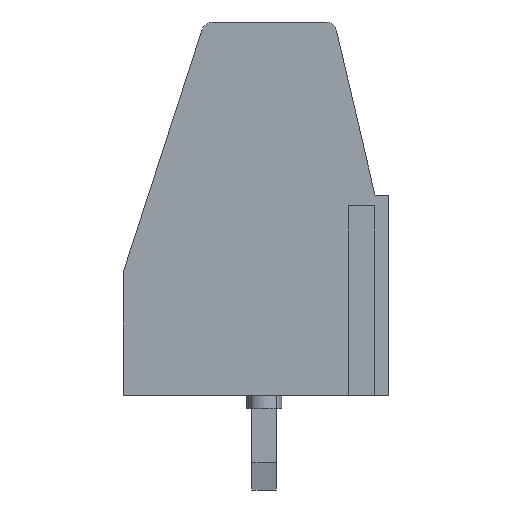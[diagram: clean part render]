
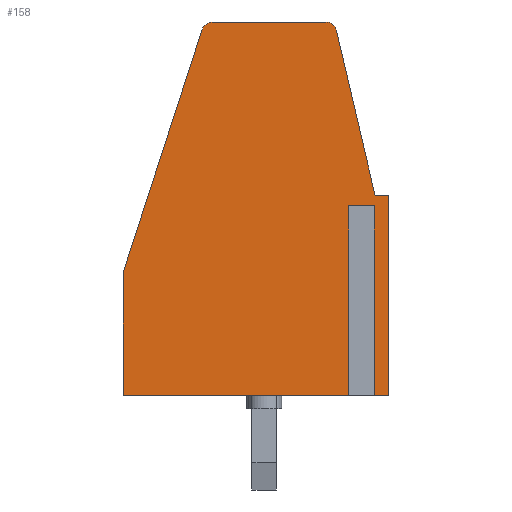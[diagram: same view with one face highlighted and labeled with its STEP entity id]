
A CAD part, left-side view. The second image highlights one B-rep face of the part: STEP entity #158.
In plain terms, the highlighted planar face has unit normal (-1, 0, 0).
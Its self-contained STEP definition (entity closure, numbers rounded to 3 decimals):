
#158=ADVANCED_FACE('',(#359),#360,.F.);
#359=FACE_OUTER_BOUND('',#664,.T.);
#360=PLANE('',#665);
#664=EDGE_LOOP('',(#1268,#1269,#1270,#1271,#1272,#1273,#1274,#1275,#1276,#1277,#1278,#1279,#1280));
#665=AXIS2_PLACEMENT_3D('',#1281,#1282,#1283);
#1268=ORIENTED_EDGE('',*,*,#2186,.T.);
#1269=ORIENTED_EDGE('',*,*,#2187,.T.);
#1270=ORIENTED_EDGE('',*,*,#2177,.T.);
#1271=ORIENTED_EDGE('',*,*,#2188,.T.);
#1272=ORIENTED_EDGE('',*,*,#2189,.F.);
#1273=ORIENTED_EDGE('',*,*,#2190,.T.);
#1274=ORIENTED_EDGE('',*,*,#2191,.F.);
#1275=ORIENTED_EDGE('',*,*,#2192,.T.);
#1276=ORIENTED_EDGE('',*,*,#2140,.T.);
#1277=ORIENTED_EDGE('',*,*,#2193,.T.);
#1278=ORIENTED_EDGE('',*,*,#2194,.T.);
#1279=ORIENTED_EDGE('',*,*,#2195,.T.);
#1280=ORIENTED_EDGE('',*,*,#2196,.T.);
#1281=CARTESIAN_POINT('',(0.74,63.53,-39.429));
#1282=DIRECTION('',(1.0,0.,0.));
#1283=DIRECTION('',(0.,1.0,0.));
#2140=EDGE_CURVE('',#2618,#2616,#2619,.T.);
#2177=EDGE_CURVE('',#2685,#2683,#2686,.T.);
#2186=EDGE_CURVE('',#2698,#2699,#2700,.T.);
#2187=EDGE_CURVE('',#2699,#2685,#2701,.T.);
#2188=EDGE_CURVE('',#2683,#2702,#2703,.T.);
#2189=EDGE_CURVE('',#2704,#2702,#2705,.T.);
#2190=EDGE_CURVE('',#2704,#2706,#2707,.T.);
#2191=EDGE_CURVE('',#2708,#2706,#2709,.T.);
#2192=EDGE_CURVE('',#2708,#2618,#2710,.T.);
#2193=EDGE_CURVE('',#2616,#2711,#2712,.T.);
#2194=EDGE_CURVE('',#2711,#2713,#2714,.T.);
#2195=EDGE_CURVE('',#2713,#2715,#2716,.T.);
#2196=EDGE_CURVE('',#2715,#2698,#2717,.T.);
#2616=VERTEX_POINT('',#3294);
#2618=VERTEX_POINT('',#3297);
#2619=LINE('',#3298,#3299);
#2683=VERTEX_POINT('',#3398);
#2685=VERTEX_POINT('',#3401);
#2686=LINE('',#3402,#3403);
#2698=VERTEX_POINT('',#3423);
#2699=VERTEX_POINT('',#3424);
#2700=CIRCLE('',#3425,0.4);
#2701=LINE('',#3426,#3427);
#2702=VERTEX_POINT('',#3428);
#2703=LINE('',#3429,#3430);
#2704=VERTEX_POINT('',#3431);
#2705=LINE('',#3432,#3433);
#2706=VERTEX_POINT('',#3434);
#2707=LINE('',#3435,#3436);
#2708=VERTEX_POINT('',#3437);
#2709=LINE('',#3438,#3439);
#2710=LINE('',#3440,#3441);
#2711=VERTEX_POINT('',#3442);
#2712=LINE('',#3443,#3444);
#2713=VERTEX_POINT('',#3445);
#2714=LINE('',#3446,#3447);
#2715=VERTEX_POINT('',#3448);
#2716=CIRCLE('',#3449,0.4);
#2717=LINE('',#3450,#3451);
#3294=CARTESIAN_POINT('',(0.74,0.,7.4));
#3297=CARTESIAN_POINT('',(0.74,0.,0.));
#3298=CARTESIAN_POINT('',(0.74,0.,0.));
#3299=VECTOR('',#4036,1.0);
#3398=CARTESIAN_POINT('',(0.74,9.8,0.));
#3401=CARTESIAN_POINT('',(0.74,9.8,4.567));
#3402=CARTESIAN_POINT('',(0.74,9.8,4.567));
#3403=VECTOR('',#4073,1.0);
#3423=CARTESIAN_POINT('',(0.74,6.509,13.8));
#3424=CARTESIAN_POINT('',(0.74,6.89,13.524));
#3425=AXIS2_PLACEMENT_3D('',#4082,#4083,#4084);
#3426=CARTESIAN_POINT('',(0.74,6.89,13.524));
#3427=VECTOR('',#4085,1.0);
#3428=CARTESIAN_POINT('',(0.74,1.269,0.));
#3429=CARTESIAN_POINT('',(0.74,9.8,0.));
#3430=VECTOR('',#4086,1.0);
#3431=CARTESIAN_POINT('',(0.74,1.269,7.));
#3432=CARTESIAN_POINT('',(0.74,1.269,7.));
#3433=VECTOR('',#4087,1.0);
#3434=CARTESIAN_POINT('',(0.74,0.731,7.));
#3435=CARTESIAN_POINT('',(0.74,1.269,7.));
#3436=VECTOR('',#4088,1.0);
#3437=CARTESIAN_POINT('',(0.74,0.731,0.));
#3438=CARTESIAN_POINT('',(0.74,0.731,0.));
#3439=VECTOR('',#4089,1.0);
#3440=CARTESIAN_POINT('',(0.74,0.731,0.));
#3441=VECTOR('',#4090,1.0);
#3442=CARTESIAN_POINT('',(0.74,0.5,7.4));
#3443=CARTESIAN_POINT('',(0.74,0.,7.4));
#3444=VECTOR('',#4091,1.0);
#3445=CARTESIAN_POINT('',(0.74,1.928,13.491));
#3446=CARTESIAN_POINT('',(0.74,0.5,7.4));
#3447=VECTOR('',#4092,1.0);
#3448=CARTESIAN_POINT('',(0.74,2.317,13.8));
#3449=AXIS2_PLACEMENT_3D('',#4093,#4094,#4095);
#3450=CARTESIAN_POINT('',(0.74,2.317,13.8));
#3451=VECTOR('',#4096,1.0);
#4036=DIRECTION('',(0.,0.,1.0));
#4073=DIRECTION('',(0.,0.,-1.0));
#4082=CARTESIAN_POINT('',(0.74,6.509,13.4));
#4083=DIRECTION('',(-1.0,0.,0.));
#4084=DIRECTION('',(0.,0.,1.0));
#4085=DIRECTION('',(0.,0.309,-0.951));
#4086=DIRECTION('',(0.,-1.0,0.));
#4087=DIRECTION('',(0.,0.,-1.0));
#4088=DIRECTION('',(0.,-1.0,0.));
#4089=DIRECTION('',(0.,0.,1.0));
#4090=DIRECTION('',(0.,-1.0,0.));
#4091=DIRECTION('',(0.,1.0,0.));
#4092=DIRECTION('',(0.,0.228,0.974));
#4093=CARTESIAN_POINT('',(0.74,2.317,13.4));
#4094=DIRECTION('',(-1.0,0.,0.));
#4095=DIRECTION('',(0.,-0.974,0.228));
#4096=DIRECTION('',(0.,1.0,0.));
